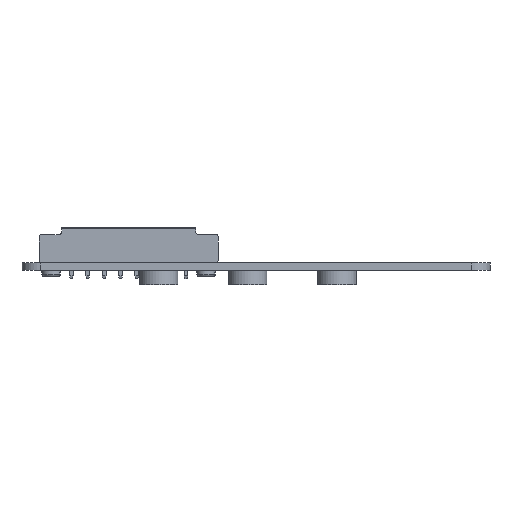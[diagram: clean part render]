
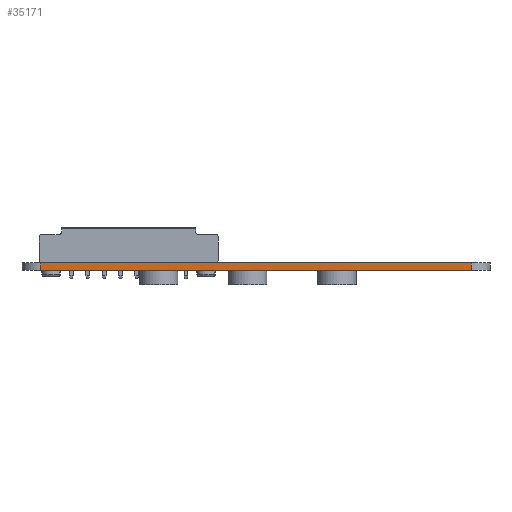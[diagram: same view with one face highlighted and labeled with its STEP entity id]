
A CAD part, left-side view. The second image highlights one B-rep face of the part: STEP entity #35171.
In plain terms, the highlighted planar face has unit normal (-1, 0, 0).
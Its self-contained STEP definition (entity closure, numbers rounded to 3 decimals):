
#20960 = PLANE('',#20961);
#20961 = AXIS2_PLACEMENT_3D('',#20962,#20963,#20964);
#20962 = CARTESIAN_POINT('',(139.,-97.,1.6));
#20963 = DIRECTION('',(0.,0.,1.));
#20964 = DIRECTION('',(1.,0.,-0.));
#21015 = PLANE('',#21016);
#21016 = AXIS2_PLACEMENT_3D('',#21017,#21018,#21019);
#21017 = CARTESIAN_POINT('',(139.,-97.,0.));
#21018 = DIRECTION('',(0.,0.,1.));
#21019 = DIRECTION('',(1.,0.,-0.));
#21070 = CYLINDRICAL_SURFACE('',#21071,4.);
#21071 = AXIS2_PLACEMENT_3D('',#21072,#21073,#21074);
#21072 = CARTESIAN_POINT('',(63.,-143.,0.));
#21073 = DIRECTION('',(-0.,-0.,-1.));
#21074 = DIRECTION('',(1.,0.,-0.));
#21237 = VERTEX_POINT('',#21238);
#21238 = CARTESIAN_POINT('',(59.,-51.,0.));
#21253 = CYLINDRICAL_SURFACE('',#21254,4.);
#21254 = AXIS2_PLACEMENT_3D('',#21255,#21256,#21257);
#21255 = CARTESIAN_POINT('',(63.,-51.,0.));
#21256 = DIRECTION('',(-0.,-0.,-1.));
#21257 = DIRECTION('',(1.,0.,-0.));
#21265 = EDGE_CURVE('',#21266,#21237,#21268,.T.);
#21266 = VERTEX_POINT('',#21267);
#21267 = CARTESIAN_POINT('',(59.,-143.,0.));
#21268 = SURFACE_CURVE('',#21269,(#21273,#21280),.PCURVE_S1.);
#21269 = LINE('',#21270,#21271);
#21270 = CARTESIAN_POINT('',(59.,-143.,0.));
#21271 = VECTOR('',#21272,1.);
#21272 = DIRECTION('',(0.,1.,0.));
#21273 = PCURVE('',#21015,#21274);
#21274 = DEFINITIONAL_REPRESENTATION('',(#21275),#21279);
#21275 = LINE('',#21276,#21277);
#21276 = CARTESIAN_POINT('',(-80.,-46.));
#21277 = VECTOR('',#21278,1.);
#21278 = DIRECTION('',(0.,1.));
#21279 = ( GEOMETRIC_REPRESENTATION_CONTEXT(2) 
PARAMETRIC_REPRESENTATION_CONTEXT() REPRESENTATION_CONTEXT('2D SPACE',''
  ) );
#21280 = PCURVE('',#21281,#21286);
#21281 = PLANE('',#21282);
#21282 = AXIS2_PLACEMENT_3D('',#21283,#21284,#21285);
#21283 = CARTESIAN_POINT('',(59.,-143.,0.));
#21284 = DIRECTION('',(-1.,0.,0.));
#21285 = DIRECTION('',(0.,1.,0.));
#21286 = DEFINITIONAL_REPRESENTATION('',(#21287),#21291);
#21287 = LINE('',#21288,#21289);
#21288 = CARTESIAN_POINT('',(0.,0.));
#21289 = VECTOR('',#21290,1.);
#21290 = DIRECTION('',(1.,0.));
#21291 = ( GEOMETRIC_REPRESENTATION_CONTEXT(2) 
PARAMETRIC_REPRESENTATION_CONTEXT() REPRESENTATION_CONTEXT('2D SPACE',''
  ) );
#28809 = VERTEX_POINT('',#28810);
#28810 = CARTESIAN_POINT('',(59.,-51.,1.6));
#28832 = EDGE_CURVE('',#28833,#28809,#28835,.T.);
#28833 = VERTEX_POINT('',#28834);
#28834 = CARTESIAN_POINT('',(59.,-143.,1.6));
#28835 = SURFACE_CURVE('',#28836,(#28840,#28847),.PCURVE_S1.);
#28836 = LINE('',#28837,#28838);
#28837 = CARTESIAN_POINT('',(59.,-143.,1.6));
#28838 = VECTOR('',#28839,1.);
#28839 = DIRECTION('',(0.,1.,0.));
#28840 = PCURVE('',#20960,#28841);
#28841 = DEFINITIONAL_REPRESENTATION('',(#28842),#28846);
#28842 = LINE('',#28843,#28844);
#28843 = CARTESIAN_POINT('',(-80.,-46.));
#28844 = VECTOR('',#28845,1.);
#28845 = DIRECTION('',(0.,1.));
#28846 = ( GEOMETRIC_REPRESENTATION_CONTEXT(2) 
PARAMETRIC_REPRESENTATION_CONTEXT() REPRESENTATION_CONTEXT('2D SPACE',''
  ) );
#28847 = PCURVE('',#21281,#28848);
#28848 = DEFINITIONAL_REPRESENTATION('',(#28849),#28853);
#28849 = LINE('',#28850,#28851);
#28850 = CARTESIAN_POINT('',(0.,-1.6));
#28851 = VECTOR('',#28852,1.);
#28852 = DIRECTION('',(1.,0.));
#28853 = ( GEOMETRIC_REPRESENTATION_CONTEXT(2) 
PARAMETRIC_REPRESENTATION_CONTEXT() REPRESENTATION_CONTEXT('2D SPACE',''
  ) );
#35121 = EDGE_CURVE('',#21266,#28833,#35122,.T.);
#35122 = SURFACE_CURVE('',#35123,(#35127,#35134),.PCURVE_S1.);
#35123 = LINE('',#35124,#35125);
#35124 = CARTESIAN_POINT('',(59.,-143.,0.));
#35125 = VECTOR('',#35126,1.);
#35126 = DIRECTION('',(0.,0.,1.));
#35127 = PCURVE('',#21070,#35128);
#35128 = DEFINITIONAL_REPRESENTATION('',(#35129),#35133);
#35129 = LINE('',#35130,#35131);
#35130 = CARTESIAN_POINT('',(-3.142,0.));
#35131 = VECTOR('',#35132,1.);
#35132 = DIRECTION('',(-0.,-1.));
#35133 = ( GEOMETRIC_REPRESENTATION_CONTEXT(2) 
PARAMETRIC_REPRESENTATION_CONTEXT() REPRESENTATION_CONTEXT('2D SPACE',''
  ) );
#35134 = PCURVE('',#21281,#35135);
#35135 = DEFINITIONAL_REPRESENTATION('',(#35136),#35140);
#35136 = LINE('',#35137,#35138);
#35137 = CARTESIAN_POINT('',(0.,0.));
#35138 = VECTOR('',#35139,1.);
#35139 = DIRECTION('',(0.,-1.));
#35140 = ( GEOMETRIC_REPRESENTATION_CONTEXT(2) 
PARAMETRIC_REPRESENTATION_CONTEXT() REPRESENTATION_CONTEXT('2D SPACE',''
  ) );
#35171 = ADVANCED_FACE('',(#35172),#21281,.T.);
#35172 = FACE_BOUND('',#35173,.T.);
#35173 = EDGE_LOOP('',(#35174,#35175,#35176,#35197));
#35174 = ORIENTED_EDGE('',*,*,#35121,.T.);
#35175 = ORIENTED_EDGE('',*,*,#28832,.T.);
#35176 = ORIENTED_EDGE('',*,*,#35177,.F.);
#35177 = EDGE_CURVE('',#21237,#28809,#35178,.T.);
#35178 = SURFACE_CURVE('',#35179,(#35183,#35190),.PCURVE_S1.);
#35179 = LINE('',#35180,#35181);
#35180 = CARTESIAN_POINT('',(59.,-51.,0.));
#35181 = VECTOR('',#35182,1.);
#35182 = DIRECTION('',(0.,0.,1.));
#35183 = PCURVE('',#21281,#35184);
#35184 = DEFINITIONAL_REPRESENTATION('',(#35185),#35189);
#35185 = LINE('',#35186,#35187);
#35186 = CARTESIAN_POINT('',(92.,0.));
#35187 = VECTOR('',#35188,1.);
#35188 = DIRECTION('',(0.,-1.));
#35189 = ( GEOMETRIC_REPRESENTATION_CONTEXT(2) 
PARAMETRIC_REPRESENTATION_CONTEXT() REPRESENTATION_CONTEXT('2D SPACE',''
  ) );
#35190 = PCURVE('',#21253,#35191);
#35191 = DEFINITIONAL_REPRESENTATION('',(#35192),#35196);
#35192 = LINE('',#35193,#35194);
#35193 = CARTESIAN_POINT('',(-3.142,0.));
#35194 = VECTOR('',#35195,1.);
#35195 = DIRECTION('',(-0.,-1.));
#35196 = ( GEOMETRIC_REPRESENTATION_CONTEXT(2) 
PARAMETRIC_REPRESENTATION_CONTEXT() REPRESENTATION_CONTEXT('2D SPACE',''
  ) );
#35197 = ORIENTED_EDGE('',*,*,#21265,.F.);
